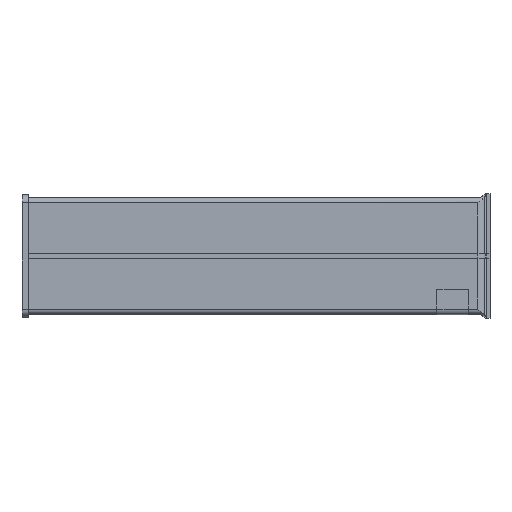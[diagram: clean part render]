
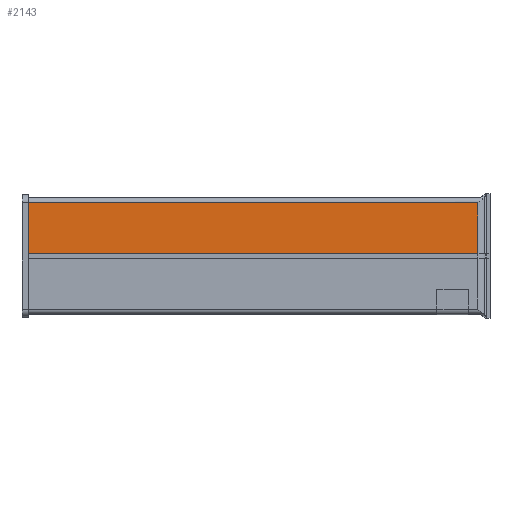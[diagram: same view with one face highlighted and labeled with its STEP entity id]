
A CAD part, top view. The second image highlights one B-rep face of the part: STEP entity #2143.
In plain terms, the highlighted planar face has unit normal (0, 0, 1).
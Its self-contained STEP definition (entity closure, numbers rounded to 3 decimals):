
#91 = VERTEX_POINT ( 'NONE', #2663 ) ;
#102 = DIRECTION ( 'NONE',  ( 0., 1., 0. ) ) ;
#146 = LINE ( 'NONE', #1762, #1732 ) ;
#391 = LINE ( 'NONE', #2534, #741 ) ;
#422 = LINE ( 'NONE', #3440, #3083 ) ;
#438 = DIRECTION ( 'NONE',  ( -1., 0., 0. ) ) ;
#741 = VECTOR ( 'NONE', #102, 1000. ) ;
#745 = DIRECTION ( 'NONE',  ( -1., 0., 0. ) ) ;
#938 = LINE ( 'NONE', #3365, #2508 ) ;
#1077 = EDGE_CURVE ( 'NONE', #3231, #1348, #938, .T. ) ;
#1238 = DIRECTION ( 'NONE',  ( 0., 0., -1. ) ) ;
#1348 = VERTEX_POINT ( 'NONE', #1411 ) ;
#1411 = CARTESIAN_POINT ( 'NONE',  ( 1461.144, 170.5, 17.5 ) ) ;
#1508 = EDGE_CURVE ( 'NONE', #1664, #91, #391, .T. ) ;
#1557 = AXIS2_PLACEMENT_3D ( 'NONE', #2649, #1238, #438 ) ;
#1664 = VERTEX_POINT ( 'NONE', #3104 ) ;
#1732 = VECTOR ( 'NONE', #2031, 1000. ) ;
#1762 = CARTESIAN_POINT ( 'NONE',  ( 1500.001, 170.5, 17.5 ) ) ;
#2031 = DIRECTION ( 'NONE',  ( -1., 0., 0. ) ) ;
#2089 = PLANE ( 'NONE',  #1557 ) ;
#2090 = EDGE_LOOP ( 'NONE', ( #3399, #2120, #3322, #2318 ) ) ;
#2120 = ORIENTED_EDGE ( 'NONE', *, *, #2577, .F. ) ;
#2143 = ADVANCED_FACE ( 'NONE', ( #3427 ), #2089, .F. ) ;
#2318 = ORIENTED_EDGE ( 'NONE', *, *, #2395, .T. ) ;
#2325 = DIRECTION ( 'NONE',  ( 0., 1., 0. ) ) ;
#2395 = EDGE_CURVE ( 'NONE', #1348, #91, #146, .T. ) ;
#2508 = VECTOR ( 'NONE', #2325, 1000. ) ;
#2534 = CARTESIAN_POINT ( 'NONE',  ( 20., 7.5, 17.5 ) ) ;
#2577 = EDGE_CURVE ( 'NONE', #3231, #1664, #422, .T. ) ;
#2649 = CARTESIAN_POINT ( 'NONE',  ( 1475., 300., 17.5 ) ) ;
#2663 = CARTESIAN_POINT ( 'NONE',  ( 20., 170.5, 17.5 ) ) ;
#3083 = VECTOR ( 'NONE', #745, 1000. ) ;
#3104 = CARTESIAN_POINT ( 'NONE',  ( 20., 7.5, 17.5 ) ) ;
#3231 = VERTEX_POINT ( 'NONE', #3494 ) ;
#3322 = ORIENTED_EDGE ( 'NONE', *, *, #1077, .T. ) ;
#3365 = CARTESIAN_POINT ( 'NONE',  ( 1461.144, 300., 17.5 ) ) ;
#3399 = ORIENTED_EDGE ( 'NONE', *, *, #1508, .F. ) ;
#3427 = FACE_OUTER_BOUND ( 'NONE', #2090, .T. ) ;
#3440 = CARTESIAN_POINT ( 'NONE',  ( 0., 7.5, 17.5 ) ) ;
#3494 = CARTESIAN_POINT ( 'NONE',  ( 1461.144, 7.5, 17.5 ) ) ;
